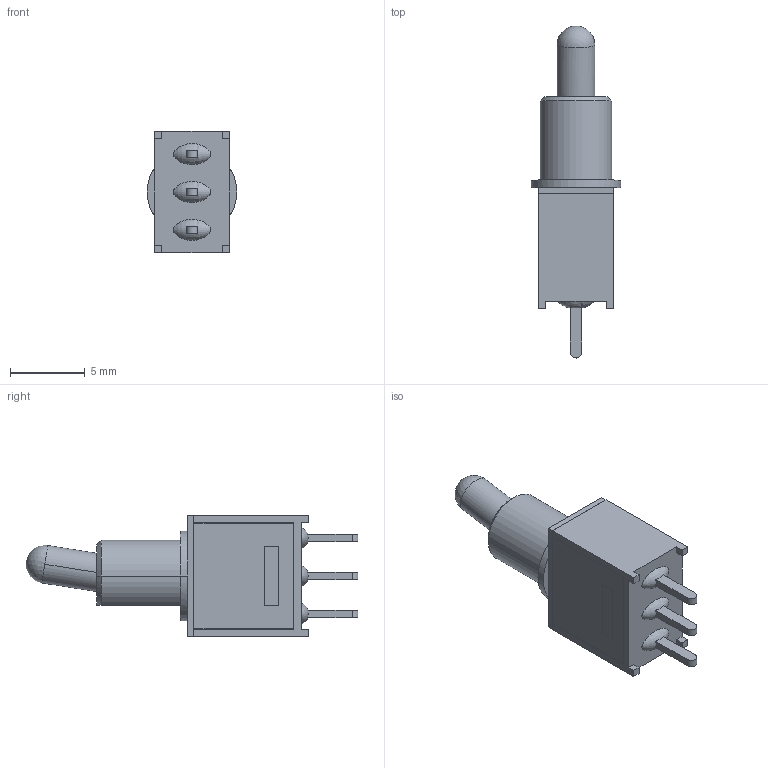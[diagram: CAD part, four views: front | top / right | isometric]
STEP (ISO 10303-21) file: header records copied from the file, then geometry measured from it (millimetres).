
FILE_DESCRIPTION(('STEP AP214'),'1');
FILE_NAME('toggle_switch_2ms1t2b2m2res.stp','2024-02-09T09:09:33',('TraceParts'),('TraceParts S.A.'),'Spatial InterOp 3D',' ',' ');
FILE_SCHEMA(('AUTOMOTIVE_DESIGN { 1 0 10303 214 1 1 1 1 }'));
Length unit declared in the file: millimetre
Products named in the file (1): toggle_switch_2ms1t2b2m2res
Bounding box: 6 x 22.28 x 8.13 mm (x, y, z)
Volume: 453.4 mm3; surface area: 460 mm2
Topology: 1 solids, 1 shells, 98 faces, 256 edges, 170 vertices
Faces by surface type: plane 80, cylinder 11, cone 3, torus 3, sphere 1
Entity records: 4000 total; most frequent: CARTESIAN_POINT 784, ORIENTED_EDGE 508, DIRECTION 474, EDGE_CURVE 254, LINE 202, VECTOR 202, VERTEX_POINT 170, AXIS2_PLACEMENT_3D 136
